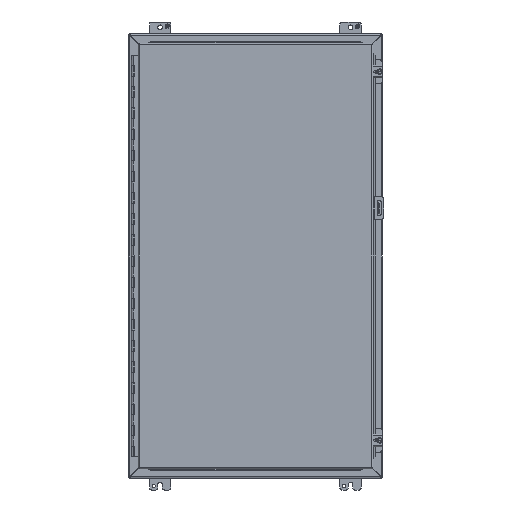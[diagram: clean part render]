
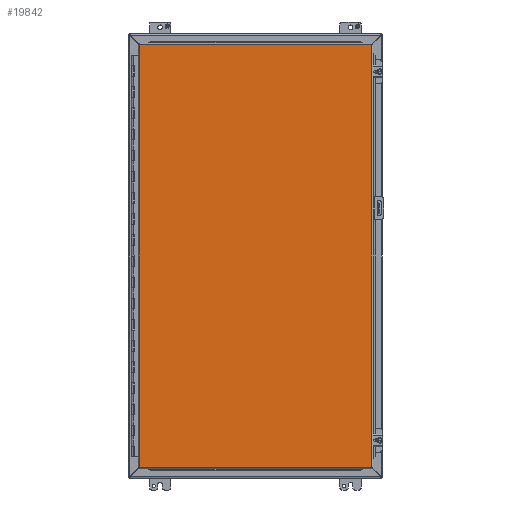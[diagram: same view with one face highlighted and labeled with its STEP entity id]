
A CAD part, front view. The second image highlights one B-rep face of the part: STEP entity #19842.
In plain terms, the highlighted planar face has unit normal (0, -1, 0).
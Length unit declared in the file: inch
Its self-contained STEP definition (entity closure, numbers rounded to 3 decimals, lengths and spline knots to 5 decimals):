
#509 = EDGE_CURVE ( 'NONE', #23659, #36384, #41683, .T. ) ;
#3691 = CARTESIAN_POINT ( 'NONE',  ( -10.955, -9.185, 19.9945 ) ) ;
#5823 = VERTEX_POINT ( 'NONE', #36644 ) ;
#6986 = DIRECTION ( 'NONE',  ( 0., 0., -1. ) ) ;
#7611 = EDGE_CURVE ( 'NONE', #44335, #23659, #21060, .T. ) ;
#8215 = CARTESIAN_POINT ( 'NONE',  ( -10.955, -9.185, 19.9945 ) ) ;
#9770 = CARTESIAN_POINT ( 'NONE',  ( 11.017, -9.185, 19.9945 ) ) ;
#11455 = AXIS2_PLACEMENT_3D ( 'NONE', #23024, #17731, #35071 ) ;
#11841 = ORIENTED_EDGE ( 'NONE', *, *, #7611, .F. ) ;
#12351 = VECTOR ( 'NONE', #18247, 39.37008 ) ;
#12497 = FACE_OUTER_BOUND ( 'NONE', #17258, .T. ) ;
#17258 = EDGE_LOOP ( 'NONE', ( #33367, #11841, #32946, #27271 ) ) ;
#17535 = VECTOR ( 'NONE', #6986, 39.37008 ) ;
#17621 = DIRECTION ( 'NONE',  ( 1., 0., 0. ) ) ;
#17731 = DIRECTION ( 'NONE',  ( 0., -1., 0. ) ) ;
#18247 = DIRECTION ( 'NONE',  ( 0., 0., 1. ) ) ;
#19842 = ADVANCED_FACE ( 'NONE', ( #12497 ), #40341, .T. ) ;
#21060 = LINE ( 'NONE', #3691, #43154 ) ;
#22170 = CARTESIAN_POINT ( 'NONE',  ( 11.017, -9.185, -19.9945 ) ) ;
#23024 = CARTESIAN_POINT ( 'NONE',  ( -10.955, -9.185, -19.9945 ) ) ;
#23518 = EDGE_CURVE ( 'NONE', #5823, #44335, #42435, .T. ) ;
#23659 = VERTEX_POINT ( 'NONE', #9770 ) ;
#27271 = ORIENTED_EDGE ( 'NONE', *, *, #27586, .F. ) ;
#27586 = EDGE_CURVE ( 'NONE', #36384, #5823, #35850, .T. ) ;
#32946 = ORIENTED_EDGE ( 'NONE', *, *, #23518, .F. ) ;
#33367 = ORIENTED_EDGE ( 'NONE', *, *, #509, .F. ) ;
#35071 = DIRECTION ( 'NONE',  ( 0., 0., -1. ) ) ;
#35582 = CARTESIAN_POINT ( 'NONE',  ( -10.955, -9.185, -19.9945 ) ) ;
#35850 = LINE ( 'NONE', #22170, #36597 ) ;
#36295 = DIRECTION ( 'NONE',  ( -1., 0., 0. ) ) ;
#36384 = VERTEX_POINT ( 'NONE', #41725 ) ;
#36597 = VECTOR ( 'NONE', #36295, 39.37008 ) ;
#36644 = CARTESIAN_POINT ( 'NONE',  ( -10.955, -9.185, -19.9945 ) ) ;
#38925 = CARTESIAN_POINT ( 'NONE',  ( 11.017, -9.185, 19.9945 ) ) ;
#40341 = PLANE ( 'NONE',  #11455 ) ;
#41683 = LINE ( 'NONE', #38925, #17535 ) ;
#41725 = CARTESIAN_POINT ( 'NONE',  ( 11.017, -9.185, -19.9945 ) ) ;
#42435 = LINE ( 'NONE', #35582, #12351 ) ;
#43154 = VECTOR ( 'NONE', #17621, 39.37008 ) ;
#44335 = VERTEX_POINT ( 'NONE', #8215 ) ;
